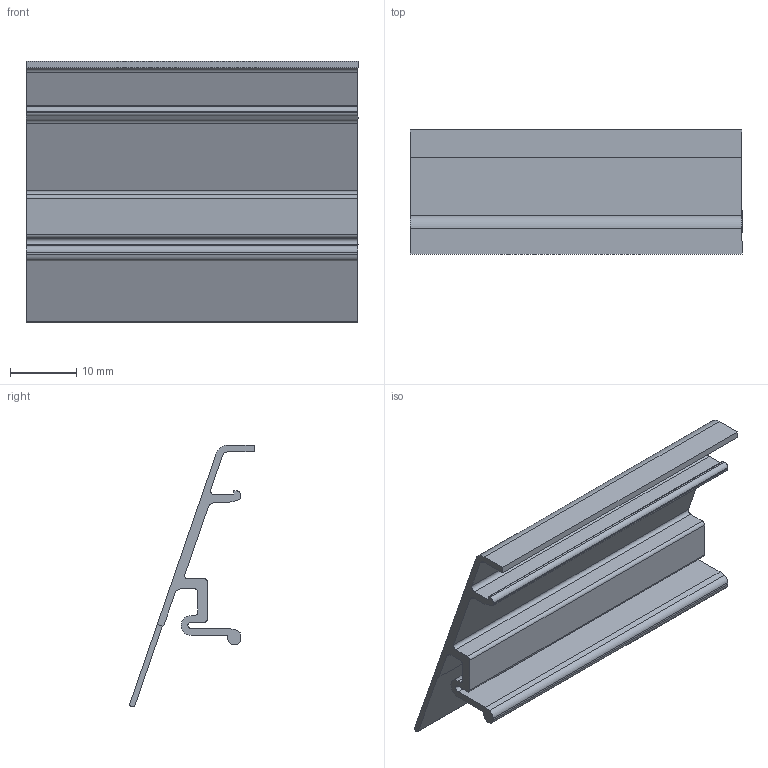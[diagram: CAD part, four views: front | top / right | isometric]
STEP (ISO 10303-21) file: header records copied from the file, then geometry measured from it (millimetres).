
FILE_DESCRIPTION (( 'STEP AP214' ), '1' );
FILE_NAME ('092253.STEP', '2015-05-18T11:08:26', ( 'Admin' ), ( 'Hewlett-Packard Company' ), 'SwSTEP 2.0', 'SolidWorks 2014', '' );
FILE_SCHEMA (( 'AUTOMOTIVE_DESIGN' ));
Length unit declared in the file: millimetre
Products named in the file (1): 092253
Bounding box: 50 x 18.74 x 39.44 mm (x, y, z)
Volume: 4179.4 mm3; surface area: 7356.5 mm2
Topology: 1 solids, 1 shells, 52 faces, 146 edges, 96 vertices
Faces by surface type: plane 31, cylinder 21
Entity records: 2187 total; most frequent: CARTESIAN_POINT 295, DIRECTION 294, ORIENTED_EDGE 292, EDGE_CURVE 146, LINE 104, VECTOR 104, VERTEX_POINT 96, AXIS2_PLACEMENT_3D 95
